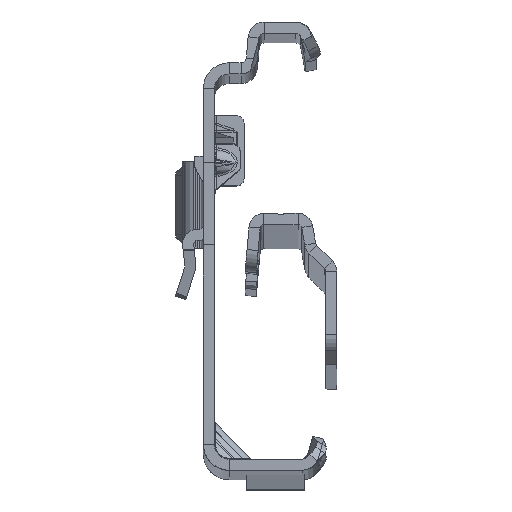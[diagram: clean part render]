
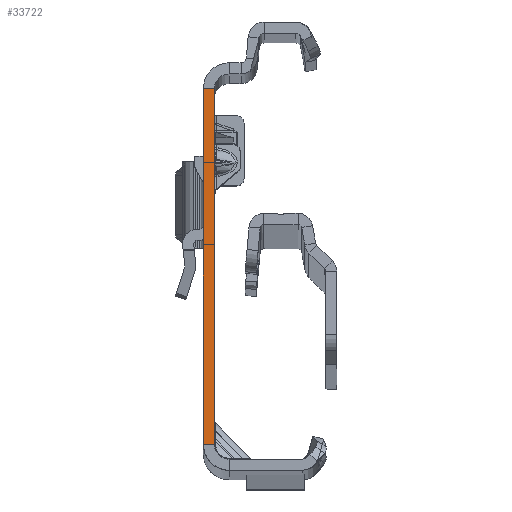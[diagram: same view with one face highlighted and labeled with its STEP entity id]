
A CAD part, top view. The second image highlights one B-rep face of the part: STEP entity #33722.
In plain terms, the highlighted planar face has unit normal (0, 0, 1).
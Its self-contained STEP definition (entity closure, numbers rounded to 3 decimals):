
#424 = CARTESIAN_POINT ( 'NONE',  ( -1.5, 22.135, 0. ) ) ;
#1350 = CARTESIAN_POINT ( 'NONE',  ( 0., 22.135, 0. ) ) ;
#1448 = DIRECTION ( 'NONE',  ( 0., -1., 0. ) ) ;
#2759 = AXIS2_PLACEMENT_3D ( 'NONE', #28953, #11226, #21911 ) ;
#4657 = VERTEX_POINT ( 'NONE', #34589 ) ;
#6789 = CARTESIAN_POINT ( 'NONE',  ( -1.5, -25.865, 0. ) ) ;
#6875 = PLANE ( 'NONE',  #2759 ) ;
#7113 = FACE_OUTER_BOUND ( 'NONE', #14009, .T. ) ;
#7675 = ORIENTED_EDGE ( 'NONE', *, *, #19651, .T. ) ;
#11226 = DIRECTION ( 'NONE',  ( 0., 0., 1. ) ) ;
#13382 = VECTOR ( 'NONE', #26361, 1000. ) ;
#13411 = LINE ( 'NONE', #1350, #34401 ) ;
#14009 = EDGE_LOOP ( 'NONE', ( #35974, #7675, #17715, #14082 ) ) ;
#14082 = ORIENTED_EDGE ( 'NONE', *, *, #23059, .F. ) ;
#14723 = CARTESIAN_POINT ( 'NONE',  ( 0., -25.865, 0. ) ) ;
#17715 = ORIENTED_EDGE ( 'NONE', *, *, #31714, .T. ) ;
#19412 = CARTESIAN_POINT ( 'NONE',  ( -1.5, -27.865, 0. ) ) ;
#19651 = EDGE_CURVE ( 'NONE', #4657, #38374, #13411, .T. ) ;
#21201 = DIRECTION ( 'NONE',  ( -1., 0., 0. ) ) ;
#21761 = VERTEX_POINT ( 'NONE', #6789 ) ;
#21911 = DIRECTION ( 'NONE',  ( 1., 0., 0. ) ) ;
#23059 = EDGE_CURVE ( 'NONE', #40967, #21761, #33396, .T. ) ;
#23353 = VECTOR ( 'NONE', #29526, 1000. ) ;
#25416 = CARTESIAN_POINT ( 'NONE',  ( 0., -27.865, 0. ) ) ;
#26361 = DIRECTION ( 'NONE',  ( 0., -1., 0. ) ) ;
#28953 = CARTESIAN_POINT ( 'NONE',  ( -1.5, -27.865, 0. ) ) ;
#29526 = DIRECTION ( 'NONE',  ( -1., 0., 0. ) ) ;
#30090 = CARTESIAN_POINT ( 'NONE',  ( 0., -25.865, 0. ) ) ;
#31714 = EDGE_CURVE ( 'NONE', #38374, #21761, #42459, .T. ) ;
#33396 = LINE ( 'NONE', #14723, #23353 ) ;
#33722 = ADVANCED_FACE ( 'NONE', ( #7113 ), #6875, .T. ) ;
#34401 = VECTOR ( 'NONE', #21201, 1000. ) ;
#34589 = CARTESIAN_POINT ( 'NONE',  ( 0., 22.135, 0. ) ) ;
#35112 = VECTOR ( 'NONE', #1448, 1000. ) ;
#35974 = ORIENTED_EDGE ( 'NONE', *, *, #47482, .F. ) ;
#38374 = VERTEX_POINT ( 'NONE', #424 ) ;
#40967 = VERTEX_POINT ( 'NONE', #30090 ) ;
#42459 = LINE ( 'NONE', #19412, #35112 ) ;
#47482 = EDGE_CURVE ( 'NONE', #4657, #40967, #47967, .T. ) ;
#47967 = LINE ( 'NONE', #25416, #13382 ) ;
